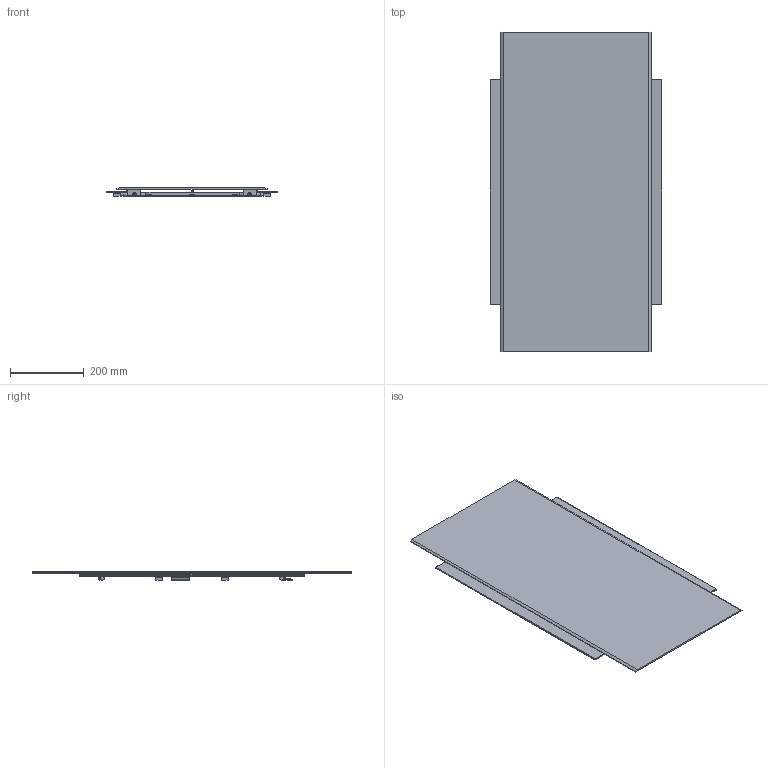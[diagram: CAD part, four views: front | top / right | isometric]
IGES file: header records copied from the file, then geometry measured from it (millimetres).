
Start section:  PTC IGES file: 2841.igs
Global section: file name: 2841.igs; native system: Creo Parametric by PTC Inc.; preprocessor: 2018400; author: jinson.thomas; organization: Unknown; date: 20210622.104327; units: inch
Bounding box: 463.87 x 863.6 x 23.53 mm (x, y, z)
Volume: 2020583.7 mm3; surface area: 961405.2 mm2
Topology: 2 solids, 2 shells, 579 faces, 1563 edges, 1002 vertices
Faces by surface type: revolution 296, bspline 283
